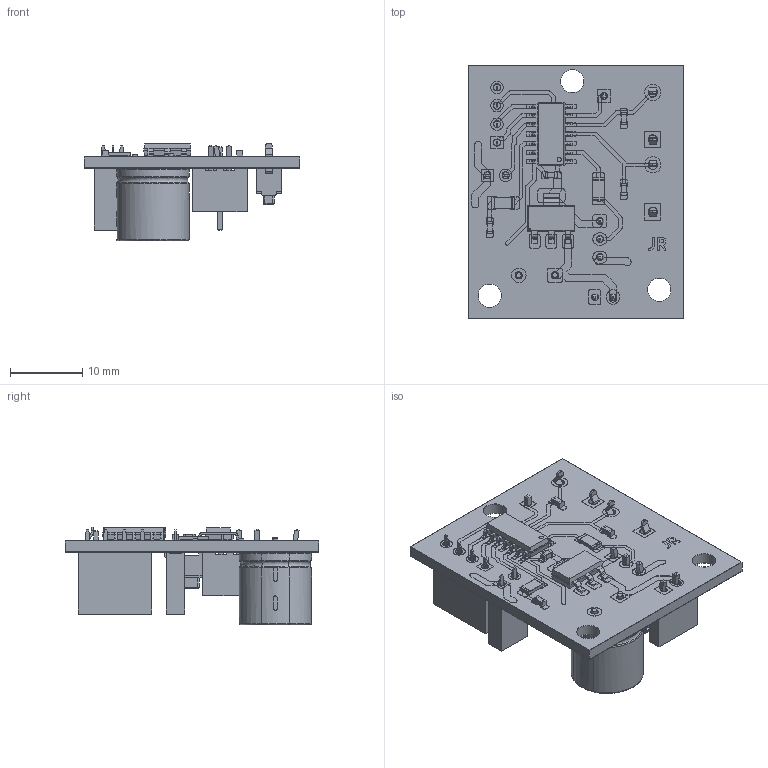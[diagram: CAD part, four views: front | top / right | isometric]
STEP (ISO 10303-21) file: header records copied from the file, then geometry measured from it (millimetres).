
FILE_DESCRIPTION(('KiCad electronic assembly'),'2;1');
FILE_NAME('Pylv_spora.step','2026-01-06T16:51:43',('Pcbnew'),('Kicad'), 'Open CASCADE STEP processor 7.9','KiCad to STEP converter','Unknown' );
FILE_SCHEMA(('AUTOMOTIVE_DESIGN { 1 0 10303 214 1 1 1 1 }'));
Length unit declared in the file: millimetre
Products named in the file (17): Pylv_spora 1; SOT-223; R_1206_3216Metric; C_0603_1608Metric; SOIC-14_3.9x8.7mm_P1.27mm; SW_PUSH_1P1T_6x3.5mm_H5.0_APEM_MJTP1250; PinSocket_1x04_P2.54mm_Vertical; PinHeader_1x01_P2.54mm_Vertical; CP_Radial_D10.0mm_P5.00mm; JST_EH_B2B-EH-A_1x02_P2.50mm_Vertical; JST_EH_B3B-EH-A_1x03_P2.50mm_Vertical; PinSocket_1x02_P2.54mm_Vertical; PylvÃ¤spora_copper; PylvÃ¤spora_pad; PylvÃ¤spora_soldermask; PylvÃ¤spora_PCB
Assembly tree (21 placements, depth 2):
  Pylv_spora 1
    SOT-223
    R_1206_3216Metric  x2
    C_0603_1608Metric  x4
    SOIC-14_3.9x8.7mm_P1.27mm
    SW_PUSH_1P1T_6x3.5mm_H5.0_APEM_MJTP1250  x2
    PinSocket_1x04_P2.54mm_Vertical
    PinHeader_1x01_P2.54mm_Vertical
    CP_Radial_D10.0mm_P5.00mm
    JST_EH_B2B-EH-A_1x02_P2.50mm_Vertical
    JST_EH_B3B-EH-A_1x03_P2.50mm_Vertical
    PinSocket_1x02_P2.54mm_Vertical
    PylvÃ¤spora_copper
    PylvÃ¤spora_pad
    PylvÃ¤spora_soldermask
    PylvÃ¤spora_soldermask
    PylvÃ¤spora_PCB
Bounding box: 29.8 x 35 x 13.5 mm (x, y, z)
Volume: 3056.7 mm3; surface area: 7302.4 mm2
Topology: 118 solids, 121 shells, 2100 faces, 5635 edges, 3800 vertices
Faces by surface type: plane 1474, cylinder 567, bspline 37, sphere 16, revolution 4, torus 2
Full cylindrical faces by diameter (mm): 0.7 x2, 0.9 x9, 0.95 x39, 0.975 x3, 1 x22, 1.25 x12, 1.3 x8, 1.7 x8, 2 x2, 2.25 x4, 3.2 x3
Entity records: 68817 total; most frequent: CARTESIAN_POINT 11363, DIRECTION 9934, ORIENTED_EDGE 9745, EDGE_CURVE 5065, LINE 3792, VECTOR 3792, VERTEX_POINT 3444, AXIS2_PLACEMENT_3D 3069
